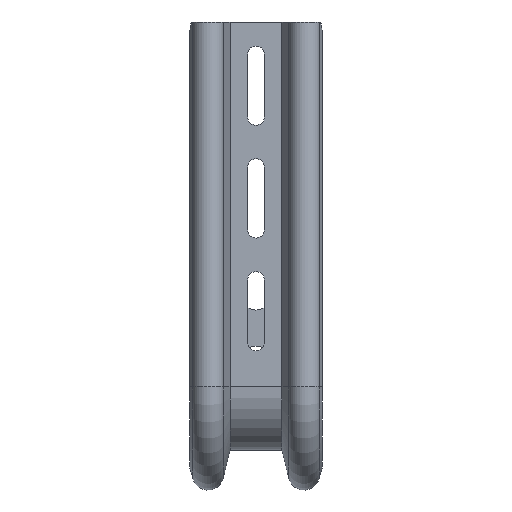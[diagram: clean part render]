
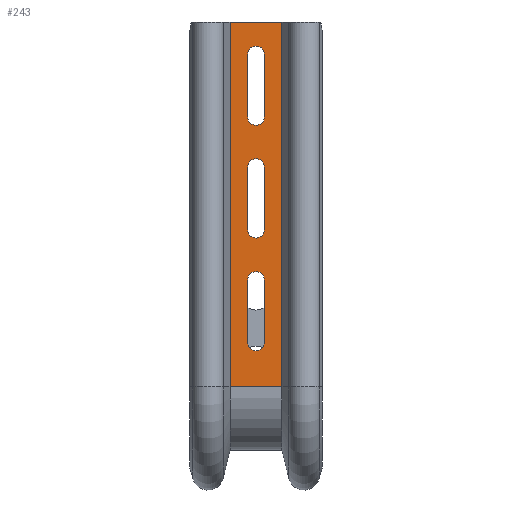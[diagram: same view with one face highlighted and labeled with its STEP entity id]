
A CAD part, front view. The second image highlights one B-rep face of the part: STEP entity #243.
In plain terms, the highlighted planar face has unit normal (0, -1, 0).
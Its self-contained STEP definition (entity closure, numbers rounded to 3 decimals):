
#26 = ORIENTED_EDGE ( 'NONE', *, *, #3104, .T. ) ;
#37 = LINE ( 'NONE', #3028, #2622 ) ;
#51 = AXIS2_PLACEMENT_3D ( 'NONE', #1130, #2800, #1376 ) ;
#62 = DIRECTION ( 'NONE',  ( 0., 0., 1. ) ) ;
#66 = CARTESIAN_POINT ( 'NONE',  ( 3.5, -130.5, 3.5 ) ) ;
#111 = PLANE ( 'NONE',  #971 ) ;
#112 = VERTEX_POINT ( 'NONE', #1126 ) ;
#116 = EDGE_CURVE ( 'NONE', #2841, #948, #2927, .T. ) ;
#164 = EDGE_CURVE ( 'NONE', #957, #398, #170, .T. ) ;
#170 = CIRCLE ( 'NONE', #51, 3.5 ) ;
#243 = ADVANCED_FACE ( 'NONE', ( #2113, #288, #838, #1477 ), #111, .F. ) ;
#288 = FACE_BOUND ( 'NONE', #2382, .T. ) ;
#290 = EDGE_CURVE ( 'NONE', #1387, #1036, #37, .T. ) ;
#311 = VECTOR ( 'NONE', #2313, 1000. ) ;
#335 = VERTEX_POINT ( 'NONE', #888 ) ;
#351 = CARTESIAN_POINT ( 'NONE',  ( 3.5, -130.5, -62. ) ) ;
#367 = DIRECTION ( 'NONE',  ( 0., 1., 0. ) ) ;
#377 = ORIENTED_EDGE ( 'NONE', *, *, #164, .T. ) ;
#396 = DIRECTION ( 'NONE',  ( 0., 1., 0. ) ) ;
#398 = VERTEX_POINT ( 'NONE', #3049 ) ;
#402 = DIRECTION ( 'NONE',  ( 0., 1., 0. ) ) ;
#454 = ORIENTED_EDGE ( 'NONE', *, *, #533, .T. ) ;
#533 = EDGE_CURVE ( 'NONE', #1701, #335, #2801, .T. ) ;
#600 = DIRECTION ( 'NONE',  ( -1., 0., 0. ) ) ;
#660 = AXIS2_PLACEMENT_3D ( 'NONE', #1804, #367, #2037 ) ;
#696 = CIRCLE ( 'NONE', #1370, 3.5 ) ;
#761 = LINE ( 'NONE', #1154, #1889 ) ;
#830 = CARTESIAN_POINT ( 'NONE',  ( 10.826, -130.5, -62. ) ) ;
#838 = FACE_OUTER_BOUND ( 'NONE', #1196, .T. ) ;
#853 = CARTESIAN_POINT ( 'NONE',  ( 0., -130.5, 50.5 ) ) ;
#862 = EDGE_CURVE ( 'NONE', #1998, #1387, #2550, .T. ) ;
#868 = AXIS2_PLACEMENT_3D ( 'NONE', #853, #2549, #1106 ) ;
#888 = CARTESIAN_POINT ( 'NONE',  ( 3.5, -130.5, 50.5 ) ) ;
#948 = VERTEX_POINT ( 'NONE', #2938 ) ;
#957 = VERTEX_POINT ( 'NONE', #66 ) ;
#971 = AXIS2_PLACEMENT_3D ( 'NONE', #830, #1315, #600 ) ;
#972 = VECTOR ( 'NONE', #2913, 1000. ) ;
#1011 = ORIENTED_EDGE ( 'NONE', *, *, #2311, .T. ) ;
#1023 = LINE ( 'NONE', #2064, #311 ) ;
#1036 = VERTEX_POINT ( 'NONE', #2538 ) ;
#1089 = LINE ( 'NONE', #2212, #2994 ) ;
#1090 = EDGE_CURVE ( 'NONE', #3027, #1701, #1698, .T. ) ;
#1094 = CARTESIAN_POINT ( 'NONE',  ( 3.5, -130.5, 76.5 ) ) ;
#1095 = ORIENTED_EDGE ( 'NONE', *, *, #3016, .T. ) ;
#1106 = DIRECTION ( 'NONE',  ( -1., 0., 0. ) ) ;
#1126 = CARTESIAN_POINT ( 'NONE',  ( 10.826, -130.5, 90. ) ) ;
#1129 = CARTESIAN_POINT ( 'NONE',  ( -3.5, -130.5, 29.5 ) ) ;
#1130 = CARTESIAN_POINT ( 'NONE',  ( 0., -130.5, 3.5 ) ) ;
#1134 = VECTOR ( 'NONE', #1935, 1000. ) ;
#1138 = CARTESIAN_POINT ( 'NONE',  ( -3.5, -130.5, -43.5 ) ) ;
#1154 = CARTESIAN_POINT ( 'NONE',  ( -3.5, -130.5, -62. ) ) ;
#1176 = VECTOR ( 'NONE', #1489, 1000. ) ;
#1182 = ORIENTED_EDGE ( 'NONE', *, *, #2265, .T. ) ;
#1196 = EDGE_LOOP ( 'NONE', ( #2118, #1182, #1805, #3088 ) ) ;
#1214 = VERTEX_POINT ( 'NONE', #1532 ) ;
#1248 = ORIENTED_EDGE ( 'NONE', *, *, #862, .T. ) ;
#1314 = EDGE_CURVE ( 'NONE', #1036, #1825, #696, .T. ) ;
#1315 = DIRECTION ( 'NONE',  ( 0., 1., 0. ) ) ;
#1370 = AXIS2_PLACEMENT_3D ( 'NONE', #1837, #396, #2065 ) ;
#1376 = DIRECTION ( 'NONE',  ( -1., 0., 0. ) ) ;
#1378 = CARTESIAN_POINT ( 'NONE',  ( 10.826, -130.5, -62. ) ) ;
#1387 = VERTEX_POINT ( 'NONE', #1138 ) ;
#1397 = DIRECTION ( 'NONE',  ( 0., 0., 1. ) ) ;
#1407 = EDGE_CURVE ( 'NONE', #948, #1829, #2380, .T. ) ;
#1447 = CARTESIAN_POINT ( 'NONE',  ( 0., -130.5, -43.5 ) ) ;
#1477 = FACE_BOUND ( 'NONE', #1787, .T. ) ;
#1489 = DIRECTION ( 'NONE',  ( 0., 0., 1. ) ) ;
#1532 = CARTESIAN_POINT ( 'NONE',  ( 3.5, -130.5, 29.5 ) ) ;
#1580 = DIRECTION ( 'NONE',  ( 0., 0., 1. ) ) ;
#1654 = AXIS2_PLACEMENT_3D ( 'NONE', #1447, #3120, #1677 ) ;
#1657 = VERTEX_POINT ( 'NONE', #2026 ) ;
#1666 = EDGE_CURVE ( 'NONE', #1838, #1214, #2957, .T. ) ;
#1677 = DIRECTION ( 'NONE',  ( -1., 0., 0. ) ) ;
#1698 = CIRCLE ( 'NONE', #3094, 3.5 ) ;
#1701 = VERTEX_POINT ( 'NONE', #1094 ) ;
#1718 = ORIENTED_EDGE ( 'NONE', *, *, #1898, .T. ) ;
#1787 = EDGE_LOOP ( 'NONE', ( #1248, #1887, #2526, #26 ) ) ;
#1804 = CARTESIAN_POINT ( 'NONE',  ( 0., -130.5, 29.5 ) ) ;
#1805 = ORIENTED_EDGE ( 'NONE', *, *, #2641, .T. ) ;
#1814 = CARTESIAN_POINT ( 'NONE',  ( -3.5, -130.5, 76.5 ) ) ;
#1825 = VERTEX_POINT ( 'NONE', #2066 ) ;
#1829 = VERTEX_POINT ( 'NONE', #2316 ) ;
#1837 = CARTESIAN_POINT ( 'NONE',  ( 0., -130.5, -17.5 ) ) ;
#1838 = VERTEX_POINT ( 'NONE', #1129 ) ;
#1841 = CARTESIAN_POINT ( 'NONE',  ( 0., -130.5, 76.5 ) ) ;
#1887 = ORIENTED_EDGE ( 'NONE', *, *, #290, .T. ) ;
#1889 = VECTOR ( 'NONE', #1397, 1000. ) ;
#1893 = CARTESIAN_POINT ( 'NONE',  ( 3.5, -130.5, -43.5 ) ) ;
#1898 = EDGE_CURVE ( 'NONE', #1657, #3027, #761, .T. ) ;
#1900 = CIRCLE ( 'NONE', #868, 3.5 ) ;
#1935 = DIRECTION ( 'NONE',  ( 0., 0., -1. ) ) ;
#1956 = CARTESIAN_POINT ( 'NONE',  ( 10.826, -130.5, -62. ) ) ;
#1998 = VERTEX_POINT ( 'NONE', #1893 ) ;
#2026 = CARTESIAN_POINT ( 'NONE',  ( -3.5, -130.5, 50.5 ) ) ;
#2037 = DIRECTION ( 'NONE',  ( -1., 0., 0. ) ) ;
#2064 = CARTESIAN_POINT ( 'NONE',  ( 3.5, -130.5, -156. ) ) ;
#2065 = DIRECTION ( 'NONE',  ( -1., 0., 0. ) ) ;
#2066 = CARTESIAN_POINT ( 'NONE',  ( 3.5, -130.5, -17.5 ) ) ;
#2069 = DIRECTION ( 'NONE',  ( -1., 0., 0. ) ) ;
#2084 = EDGE_CURVE ( 'NONE', #1214, #957, #2327, .T. ) ;
#2100 = DIRECTION ( 'NONE',  ( 0., 0., 1. ) ) ;
#2113 = FACE_BOUND ( 'NONE', #2289, .T. ) ;
#2118 = ORIENTED_EDGE ( 'NONE', *, *, #116, .F. ) ;
#2157 = VECTOR ( 'NONE', #2523, 1000. ) ;
#2212 = CARTESIAN_POINT ( 'NONE',  ( -3.5, -130.5, -109. ) ) ;
#2265 = EDGE_CURVE ( 'NONE', #2841, #112, #3084, .T. ) ;
#2289 = EDGE_LOOP ( 'NONE', ( #2857, #377, #1011, #2911 ) ) ;
#2311 = EDGE_CURVE ( 'NONE', #398, #1838, #1089, .T. ) ;
#2313 = DIRECTION ( 'NONE',  ( 0., 0., -1. ) ) ;
#2316 = CARTESIAN_POINT ( 'NONE',  ( -10.826, -130.5, 90. ) ) ;
#2327 = LINE ( 'NONE', #3126, #1134 ) ;
#2372 = ORIENTED_EDGE ( 'NONE', *, *, #1090, .T. ) ;
#2380 = LINE ( 'NONE', #2816, #2920 ) ;
#2382 = EDGE_LOOP ( 'NONE', ( #454, #1095, #1718, #2372 ) ) ;
#2398 = LINE ( 'NONE', #2692, #972 ) ;
#2517 = CARTESIAN_POINT ( 'NONE',  ( 10.826, -130.5, -62. ) ) ;
#2523 = DIRECTION ( 'NONE',  ( 0., 0., -1. ) ) ;
#2526 = ORIENTED_EDGE ( 'NONE', *, *, #1314, .T. ) ;
#2538 = CARTESIAN_POINT ( 'NONE',  ( -3.5, -130.5, -17.5 ) ) ;
#2549 = DIRECTION ( 'NONE',  ( 0., 1., 0. ) ) ;
#2550 = CIRCLE ( 'NONE', #1654, 3.5 ) ;
#2622 = VECTOR ( 'NONE', #1580, 1000. ) ;
#2641 = EDGE_CURVE ( 'NONE', #112, #1829, #2398, .T. ) ;
#2692 = CARTESIAN_POINT ( 'NONE',  ( 10.826, -130.5, 90. ) ) ;
#2800 = DIRECTION ( 'NONE',  ( 0., 1., 0. ) ) ;
#2801 = LINE ( 'NONE', #351, #2157 ) ;
#2816 = CARTESIAN_POINT ( 'NONE',  ( -10.826, -130.5, -62. ) ) ;
#2841 = VERTEX_POINT ( 'NONE', #2517 ) ;
#2857 = ORIENTED_EDGE ( 'NONE', *, *, #2084, .T. ) ;
#2911 = ORIENTED_EDGE ( 'NONE', *, *, #1666, .T. ) ;
#2913 = DIRECTION ( 'NONE',  ( -1., 0., 0. ) ) ;
#2920 = VECTOR ( 'NONE', #2100, 1000. ) ;
#2927 = LINE ( 'NONE', #1378, #3102 ) ;
#2938 = CARTESIAN_POINT ( 'NONE',  ( -10.826, -130.5, -62. ) ) ;
#2957 = CIRCLE ( 'NONE', #660, 3.5 ) ;
#2994 = VECTOR ( 'NONE', #62, 1000. ) ;
#3016 = EDGE_CURVE ( 'NONE', #335, #1657, #1900, .T. ) ;
#3027 = VERTEX_POINT ( 'NONE', #1814 ) ;
#3028 = CARTESIAN_POINT ( 'NONE',  ( -3.5, -130.5, -156. ) ) ;
#3046 = DIRECTION ( 'NONE',  ( -1., 0., 0. ) ) ;
#3049 = CARTESIAN_POINT ( 'NONE',  ( -3.5, -130.5, 3.5 ) ) ;
#3084 = LINE ( 'NONE', #1956, #1176 ) ;
#3088 = ORIENTED_EDGE ( 'NONE', *, *, #1407, .F. ) ;
#3094 = AXIS2_PLACEMENT_3D ( 'NONE', #1841, #402, #2069 ) ;
#3102 = VECTOR ( 'NONE', #3046, 1000. ) ;
#3104 = EDGE_CURVE ( 'NONE', #1825, #1998, #1023, .T. ) ;
#3120 = DIRECTION ( 'NONE',  ( 0., 1., 0. ) ) ;
#3126 = CARTESIAN_POINT ( 'NONE',  ( 3.5, -130.5, -109. ) ) ;
